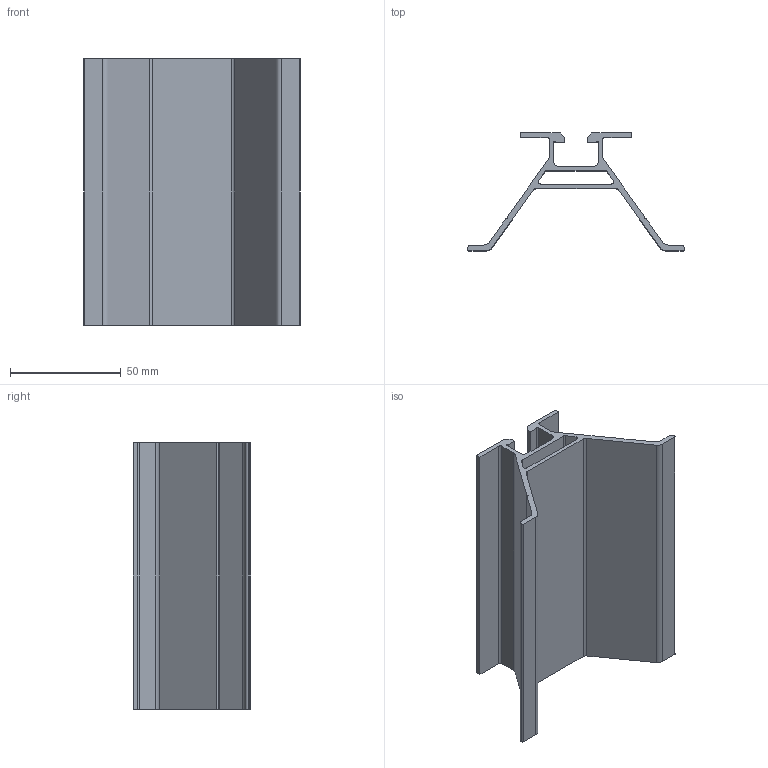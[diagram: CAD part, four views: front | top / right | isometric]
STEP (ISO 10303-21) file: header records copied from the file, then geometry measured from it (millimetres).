
FILE_DESCRIPTION (( 'STEP AP203' ), '1' );
FILE_NAME ('084.106.905.STEP', '2013-01-23T14:52:14', ( 'Alusic' ), ( 'Alusic' ), 'SwSTEP 2.0', 'SolidWorks 2011', '' );
FILE_SCHEMA (( 'CONFIG_CONTROL_DESIGN' ));
Length unit declared in the file: millimetre
Products named in the file (1): 084.106.905
Bounding box: 97.54 x 53 x 120 mm (x, y, z)
Volume: 65800 mm3; surface area: 56526.4 mm2
Topology: 1 solids, 1 shells, 63 faces, 183 edges, 122 vertices
Faces by surface type: plane 40, cylinder 23
Entity records: 2164 total; most frequent: CARTESIAN_POINT 369, ORIENTED_EDGE 366, DIRECTION 357, EDGE_CURVE 183, VECTOR 137, LINE 137, VERTEX_POINT 122, AXIS2_PLACEMENT_3D 110
